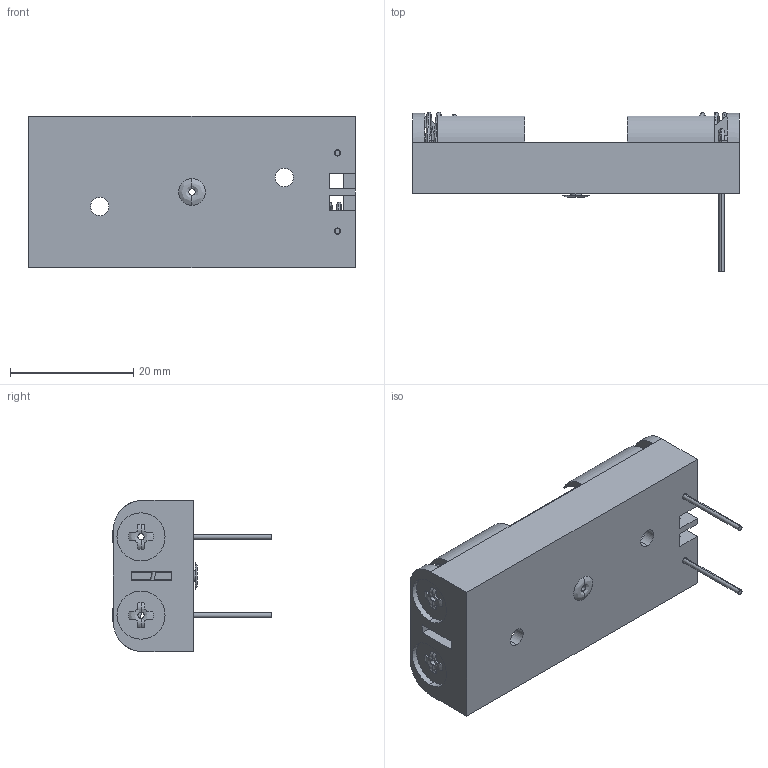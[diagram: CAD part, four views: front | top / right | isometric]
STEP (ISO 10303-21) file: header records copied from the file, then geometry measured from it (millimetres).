
FILE_DESCRIPTION (( 'STEP AP214' ), '1' );
FILE_NAME ('Keystone 2468RB Twin AAA -2.STEP', '2020-02-15T23:33:25', ( '' ), ( '' ), 'SwSTEP 2.0', 'SolidWorks 2019', '' );
FILE_SCHEMA (( 'AUTOMOTIVE_DESIGN' ));
Length unit declared in the file: inch
Products named in the file (1): Keystone 2468RB Twin AAA -2
Bounding box: 52.98 x 25.92 x 24.59 mm (x, y, z)
Volume: 4540.7 mm3; surface area: 7242.3 mm2
Topology: 10 solids, 10 shells, 374 faces, 957 edges, 620 vertices
Faces by surface type: plane 240, cylinder 76, bspline 58
Entity records: 16153 total; most frequent: CARTESIAN_POINT 7062, ORIENTED_EDGE 1914, DIRECTION 1753, EDGE_CURVE 957, LINE 625, VECTOR 625, VERTEX_POINT 620, AXIS2_PLACEMENT_3D 564
